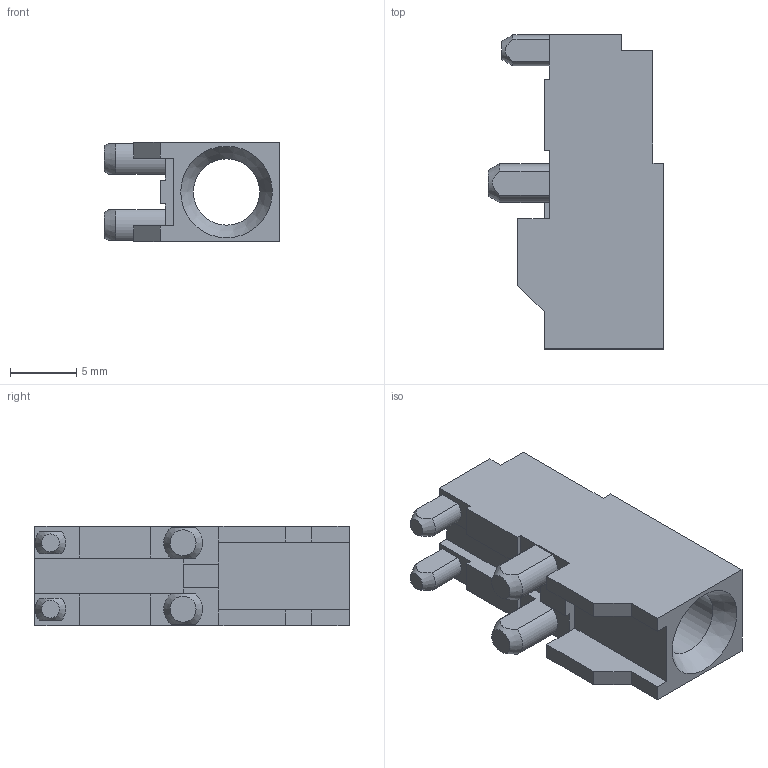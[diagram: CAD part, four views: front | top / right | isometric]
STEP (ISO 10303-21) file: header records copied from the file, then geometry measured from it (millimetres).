
FILE_DESCRIPTION(/* description */ (''),/* implementation_level */ '2;1');
FILE_NAME(/* name */ '100070779ugm000_b.stp',/* time_stamp */ '2015-04-17T12:02:05+02:00',/* author */ (''),/* organization */ (''),/* preprocessor_version */ 'ST-DEVELOPER v15',/* originating_system */ 'SIEMENS PLM Software NX 8.5',/* authorisation */ '');
FILE_SCHEMA (('AUTOMOTIVE_DESIGN { 1 0 10303 214 3 1 1 1 }'));
Length unit declared in the file: millimetre
Products named in the file (1): 100070779ugm000_b
Bounding box: 13.2 x 23.66 x 7.5 mm (x, y, z)
Volume: 850 mm3; surface area: 1393.7 mm2
Topology: 1 solids, 1 shells, 72 faces, 205 edges, 139 vertices
Faces by surface type: plane 56, cylinder 10, cone 6
Full cylindrical faces by diameter (mm): 5 x1, 5.6 x1
Entity records: 2336 total; most frequent: CARTESIAN_POINT 425, ORIENTED_EDGE 394, DIRECTION 368, EDGE_CURVE 197, LINE 156, VECTOR 156, VERTEX_POINT 135, AXIS2_PLACEMENT_3D 106
